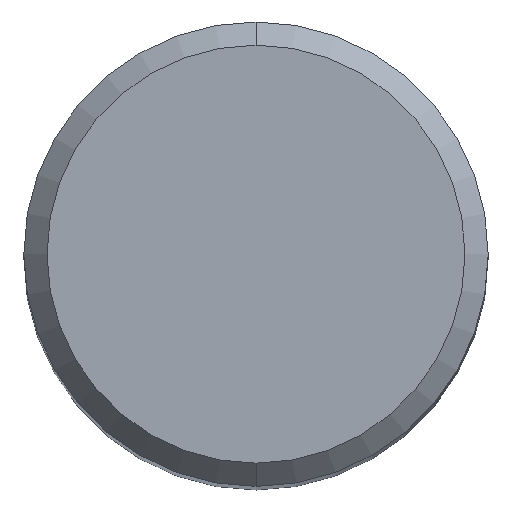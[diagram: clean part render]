
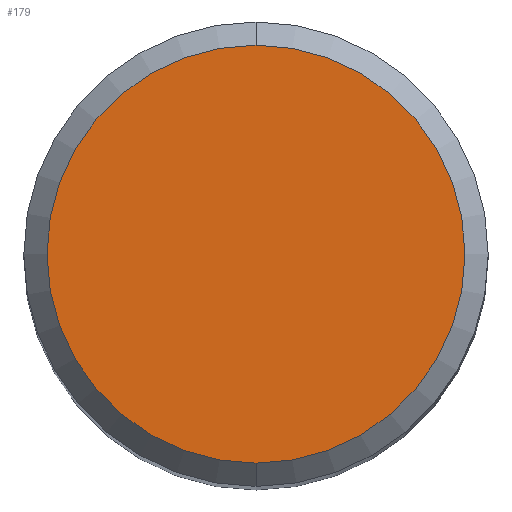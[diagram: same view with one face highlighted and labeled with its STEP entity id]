
A CAD part, top view. The second image highlights one B-rep face of the part: STEP entity #179.
In plain terms, the highlighted planar face has unit normal (0, 0, 1).
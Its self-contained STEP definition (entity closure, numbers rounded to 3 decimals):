
#179=ADVANCED_FACE('',(#471),#472,.T.);
#215=EDGE_CURVE('',#391,#287,#513,.T.);
#287=VERTEX_POINT('',#590);
#391=VERTEX_POINT('',#707);
#421=EDGE_CURVE('',#287,#391,#739,.T.);
#471=FACE_OUTER_BOUND('',#782,.T.);
#472=PLANE('',#783);
#513=CIRCLE('',#844,3.6);
#590=CARTESIAN_POINT('',(0.0,3.6,0.0));
#707=CARTESIAN_POINT('',(0.,-3.6,0.0));
#739=CIRCLE('',#1335,3.6);
#782=EDGE_LOOP('',(#1399,#1400));
#783=AXIS2_PLACEMENT_3D('',#1401,#1402,#1403);
#844=AXIS2_PLACEMENT_3D('',#1455,#1456,#1457);
#1335=AXIS2_PLACEMENT_3D('',#1707,#1708,#1709);
#1399=ORIENTED_EDGE('',*,*,#421,.F.);
#1400=ORIENTED_EDGE('',*,*,#215,.F.);
#1401=CARTESIAN_POINT('',(0.0,1.8,0.0));
#1402=DIRECTION('',(-0.0,0.0,1.0));
#1403=DIRECTION('',(0.0,-1.0,0.0));
#1455=CARTESIAN_POINT('',(0.0,0.0,0.0));
#1456=DIRECTION('',(0.0,0.0,-1.0));
#1457=DIRECTION('',(0.0,1.0,0.0));
#1707=CARTESIAN_POINT('',(0.0,0.0,0.0));
#1708=DIRECTION('',(0.0,0.0,-1.0));
#1709=DIRECTION('',(0.0,1.0,0.0));
